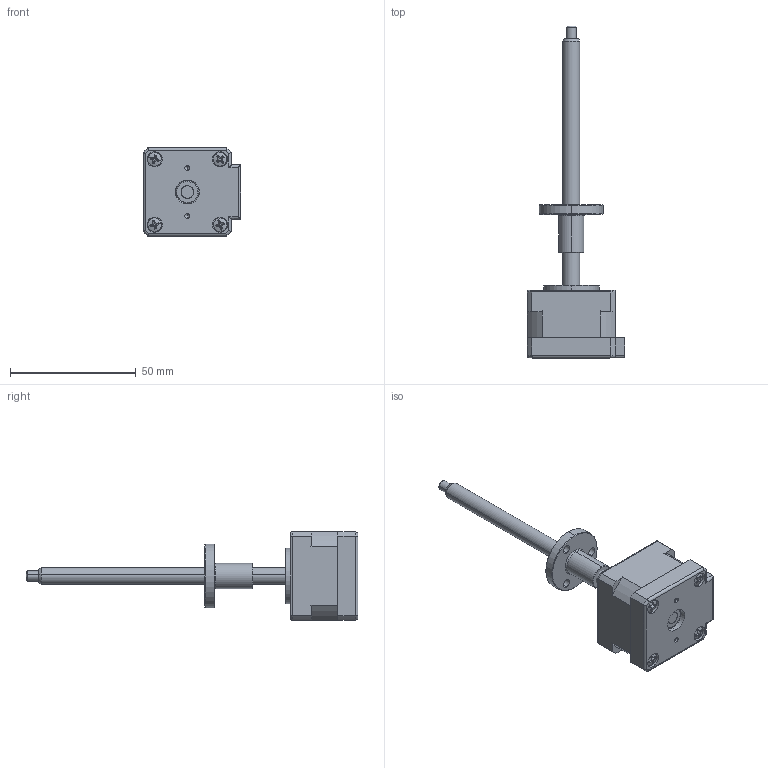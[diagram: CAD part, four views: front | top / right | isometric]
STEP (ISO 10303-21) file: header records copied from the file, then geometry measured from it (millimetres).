
FILE_DESCRIPTION (( 'STEP AP203' ), '1' );
FILE_NAME ('LE141S-T6503-100-AR1-S-100.STEP', '2018-08-10T07:23:04', ( '' ), ( '' ), 'SwSTEP 2.0', 'SolidWorks 2014', '' );
FILE_SCHEMA (( 'CONFIG_CONTROL_DESIGN' ));
Length unit declared in the file: millimetre
Products named in the file (1): LE141S-T6503-100-AR1-S-100
Bounding box: 38.7 x 131.75 x 35 mm (x, y, z)
Surface area: 11648.8 mm2 (no closed solid volume)
Topology: 0 solids, 13 shells, 289 faces, 816 edges, 546 vertices
Faces by surface type: plane 103, cylinder 96, cone 68, torus 14, sphere 8
Entity records: 9825 total; most frequent: CARTESIAN_POINT 2282, DIRECTION 1600, ORIENTED_EDGE 1452, EDGE_CURVE 812, AXIS2_PLACEMENT_3D 618, VERTEX_POINT 546, VECTOR 364, LINE 364
